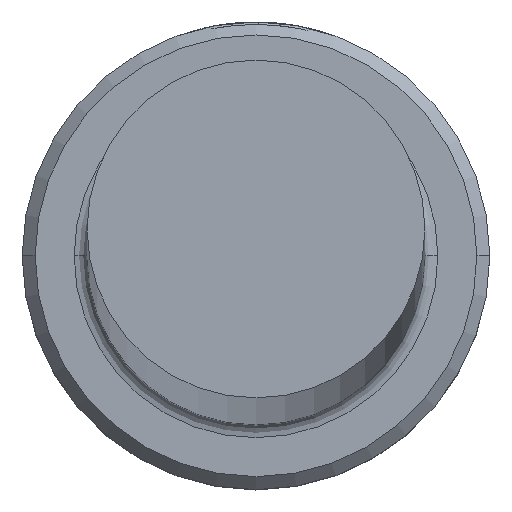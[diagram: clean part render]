
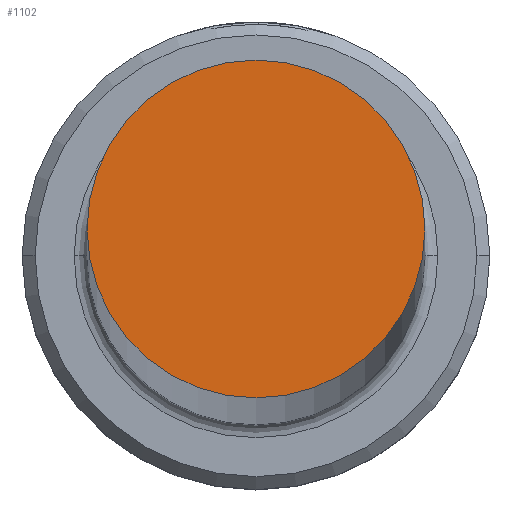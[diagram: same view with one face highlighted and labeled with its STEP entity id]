
A CAD part, top view. The second image highlights one B-rep face of the part: STEP entity #1102.
In plain terms, the highlighted planar face has unit normal (0, 0, 1).
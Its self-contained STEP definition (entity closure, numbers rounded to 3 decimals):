
#15 = DIRECTION ( 'NONE',  ( 0., 0., 1. ) ) ;
#19 = CARTESIAN_POINT ( 'NONE',  ( 0., 0., 600. ) ) ;
#35 = DIRECTION ( 'NONE',  ( 1., 0., 0. ) ) ;
#71 = DIRECTION ( 'NONE',  ( 1., 0., 0. ) ) ;
#116 = EDGE_CURVE ( 'NONE', #460, #304, #712, .T. ) ;
#142 = ORIENTED_EDGE ( 'NONE', *, *, #116, .T. ) ;
#172 = EDGE_LOOP ( 'NONE', ( #142, #822 ) ) ;
#222 = AXIS2_PLACEMENT_3D ( 'NONE', #19, #15, #818 ) ;
#304 = VERTEX_POINT ( 'NONE', #995 ) ;
#440 = CARTESIAN_POINT ( 'NONE',  ( 0., 0., 600. ) ) ;
#460 = VERTEX_POINT ( 'NONE', #1163 ) ;
#560 = CIRCLE ( 'NONE', #918, 6.5 ) ;
#589 = DIRECTION ( 'NONE',  ( 0., 0., 1. ) ) ;
#712 = CIRCLE ( 'NONE', #222, 6.5 ) ;
#799 = EDGE_CURVE ( 'NONE', #304, #460, #560, .T. ) ;
#818 = DIRECTION ( 'NONE',  ( 1., 0., 0. ) ) ;
#822 = ORIENTED_EDGE ( 'NONE', *, *, #799, .T. ) ;
#856 = FACE_OUTER_BOUND ( 'NONE', #172, .T. ) ;
#918 = AXIS2_PLACEMENT_3D ( 'NONE', #1136, #589, #35 ) ;
#995 = CARTESIAN_POINT ( 'NONE',  ( 6.5, 0., 600. ) ) ;
#1000 = DIRECTION ( 'NONE',  ( 0., 0., 1. ) ) ;
#1076 = AXIS2_PLACEMENT_3D ( 'NONE', #440, #1000, #71 ) ;
#1102 = ADVANCED_FACE ( 'NONE', ( #856 ), #1172, .T. ) ;
#1136 = CARTESIAN_POINT ( 'NONE',  ( 0., 0., 600. ) ) ;
#1163 = CARTESIAN_POINT ( 'NONE',  ( -6.5, 0., 600. ) ) ;
#1172 = PLANE ( 'NONE',  #1076 ) ;
